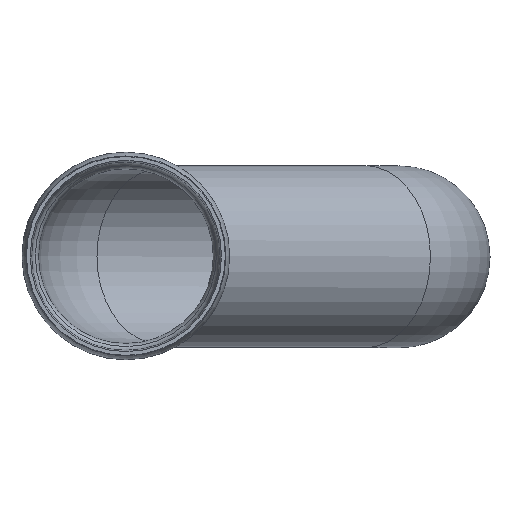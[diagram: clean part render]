
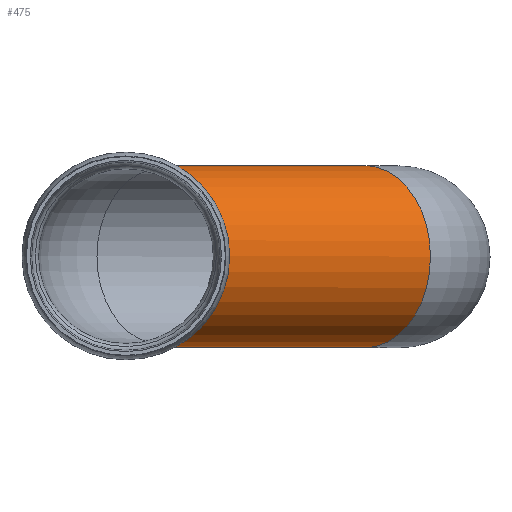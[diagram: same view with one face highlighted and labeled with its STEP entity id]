
A CAD part, top view. The second image highlights one B-rep face of the part: STEP entity #475.
In plain terms, the highlighted cylindrical face has radius 665 mm (diameter 1330 mm), a full revolution.
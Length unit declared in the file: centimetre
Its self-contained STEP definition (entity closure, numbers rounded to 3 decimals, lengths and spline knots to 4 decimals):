
#37=CYLINDRICAL_SURFACE('',#525,66.5);
#53=FACE_OUTER_BOUND('',#84,.T.);
#84=EDGE_LOOP('',(#354,#355,#356,#357,#358));
#111=LINE('',#834,#125);
#125=VECTOR('',#651,66.5);
#150=CIRCLE('',#523,66.5);
#151=CIRCLE('',#524,66.5);
#152=CIRCLE('',#526,66.5);
#207=VERTEX_POINT('',#827);
#208=VERTEX_POINT('',#829);
#209=VERTEX_POINT('',#833);
#261=EDGE_CURVE('',#207,#208,#150,.T.);
#262=EDGE_CURVE('',#208,#207,#151,.T.);
#263=EDGE_CURVE('',#208,#209,#111,.T.);
#264=EDGE_CURVE('',#209,#209,#152,.T.);
#354=ORIENTED_EDGE('',*,*,#262,.F.);
#355=ORIENTED_EDGE('',*,*,#263,.T.);
#356=ORIENTED_EDGE('',*,*,#264,.T.);
#357=ORIENTED_EDGE('',*,*,#263,.F.);
#358=ORIENTED_EDGE('',*,*,#261,.F.);
#475=ADVANCED_FACE('',(#53),#37,.T.);
#523=AXIS2_PLACEMENT_3D('',#830,#645,#646);
#524=AXIS2_PLACEMENT_3D('',#831,#647,#648);
#525=AXIS2_PLACEMENT_3D('',#832,#649,#650);
#526=AXIS2_PLACEMENT_3D('',#835,#652,#653);
#645=DIRECTION('center_axis',(-0.692,0.,0.722));
#646=DIRECTION('ref_axis',(0.722,0.,0.692));
#647=DIRECTION('center_axis',(-0.692,0.,0.722));
#648=DIRECTION('ref_axis',(0.722,0.,0.692));
#649=DIRECTION('center_axis',(-0.692,0.,0.722));
#650=DIRECTION('ref_axis',(0.722,0.,0.692));
#651=DIRECTION('',(0.692,0.,-0.722));
#652=DIRECTION('center_axis',(-0.692,0.,0.722));
#653=DIRECTION('ref_axis',(0.722,0.,0.692));
#827=CARTESIAN_POINT('',(1381.9042,344.3133,127.6342));
#829=CARTESIAN_POINT('',(1285.9416,344.3133,35.5464));
#830=CARTESIAN_POINT('Origin',(1333.9229,344.3133,81.5903));
#831=CARTESIAN_POINT('Origin',(1333.9229,344.3133,81.5903));
#832=CARTESIAN_POINT('Origin',(1483.7972,344.3133,-74.5903));
#833=CARTESIAN_POINT('',(1435.8159,344.3133,-120.6342));
#834=CARTESIAN_POINT('',(1435.8159,344.3133,-120.6342));
#835=CARTESIAN_POINT('Origin',(1483.7972,344.3133,-74.5903));
